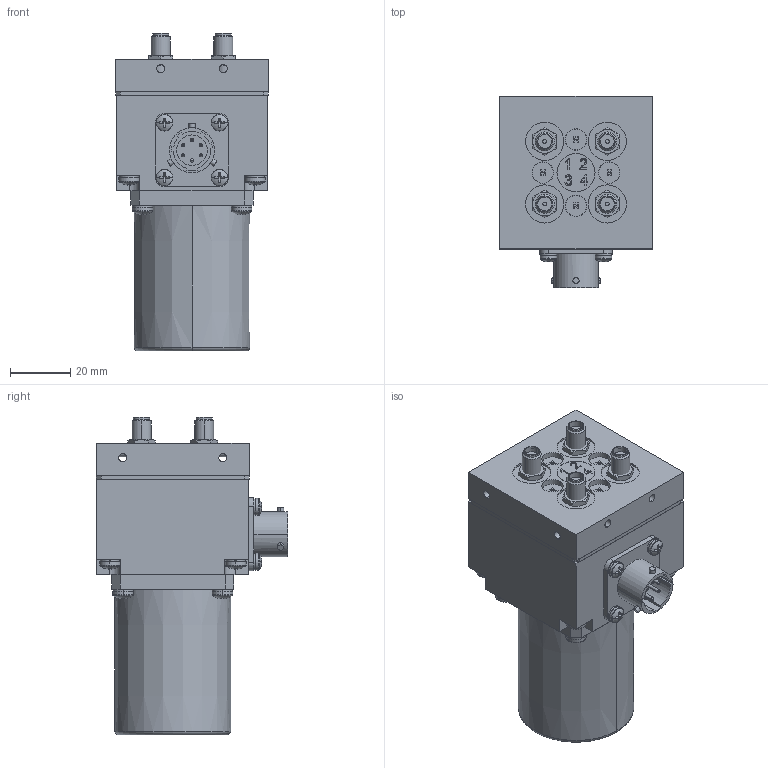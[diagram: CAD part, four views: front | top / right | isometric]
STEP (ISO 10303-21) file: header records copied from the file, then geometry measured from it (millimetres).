
FILE_DESCRIPTION (( 'STEP AP203' ), '1' );
FILE_NAME ('COAX SM7 SMA SEALED SMI.STEP', '2016-08-26T13:02:06', ( '' ), ( '' ), 'SwSTEP 2.0', 'SolidWorks 2016', '' );
FILE_SCHEMA (( 'CONFIG_CONTROL_DESIGN' ));
Length unit declared in the file: inch
Products named in the file (1): COAX SM7 SMA SEALED SMI
Bounding box: 50.8 x 63.6 x 105.79 mm (x, y, z)
Surface area: 32241.3 mm2 (no closed solid volume)
Topology: 0 solids, 49 shells, 539 faces, 1557 edges, 1072 vertices
Faces by surface type: plane 281, cylinder 147, cone 42, torus 40, sphere 24, bspline 5
Entity records: 19175 total; most frequent: CARTESIAN_POINT 4764, DIRECTION 3207, ORIENTED_EDGE 2591, EDGE_CURVE 1557, AXIS2_PLACEMENT_3D 1251, VERTEX_POINT 1072, CIRCLE 716, LINE 705
